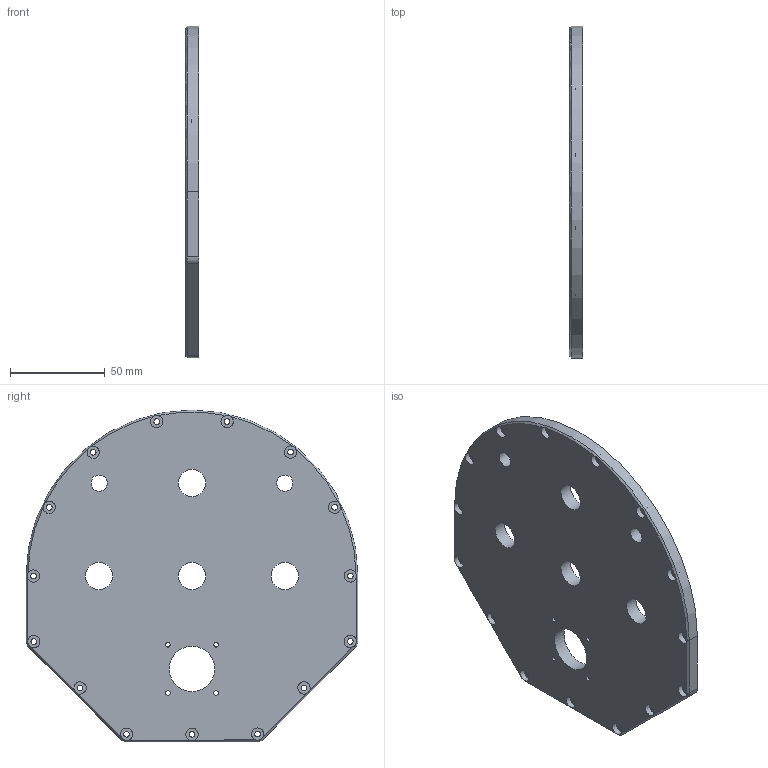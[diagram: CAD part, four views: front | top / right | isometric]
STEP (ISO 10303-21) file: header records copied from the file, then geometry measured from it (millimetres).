
FILE_DESCRIPTION(/* description */ (''),/* implementation_level */ '2;1');
FILE_NAME(/* name */ 'bakplate v26.step',/* time_stamp */ '2022-05-14T19:03:11+02:00',/* author */ (''),/* organization */ (''),/* preprocessor_version */ 'ST-DEVELOPER v18.1',/* originating_system */ 'Autodesk Translation Framework v10.14.0.1471',/* authorisation */ '');
FILE_SCHEMA (('AUTOMOTIVE_DESIGN { 1 0 10303 214 3 1 1 }'));
Length unit declared in the file: millimetre
Products named in the file (1): bakplate
Bounding box: 7 x 175.02 x 175.02 mm (x, y, z)
Volume: 162058 mm3; surface area: 54195.5 mm2
Topology: 1 solids, 1 shells, 78 faces, 218 edges, 142 vertices
Faces by surface type: cylinder 46, plane 27, cone 5
Full cylindrical faces by diameter (mm): 2.4 x4, 3 x15, 6.5 x15, 8.5 x2, 14.5 x4, 24 x1
Entity records: 2772 total; most frequent: CARTESIAN_POINT 539, DIRECTION 487, ORIENTED_EDGE 436, EDGE_CURVE 218, AXIS2_PLACEMENT_3D 204, VERTEX_POINT 142, EDGE_LOOP 130, CIRCLE 112
